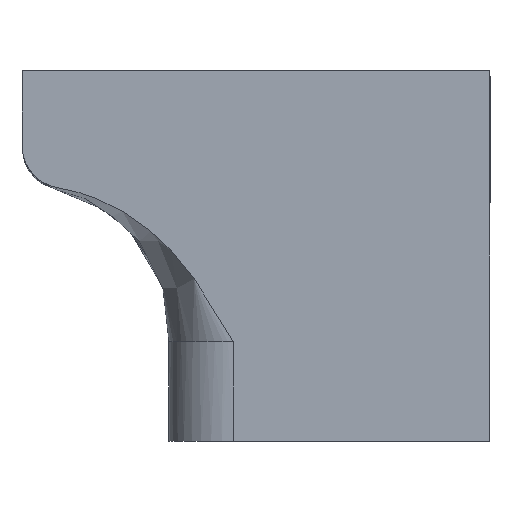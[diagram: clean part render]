
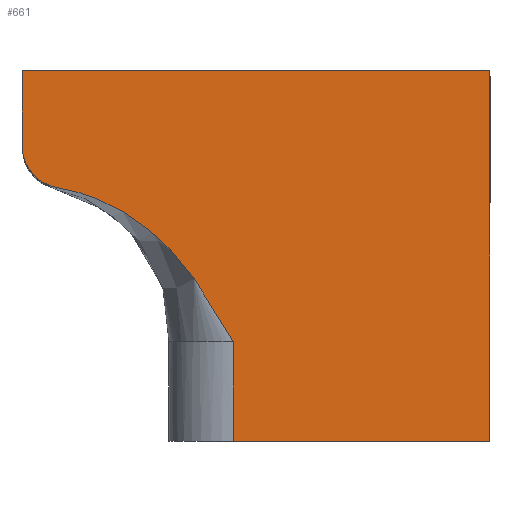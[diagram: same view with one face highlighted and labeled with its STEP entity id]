
A CAD part, front view. The second image highlights one B-rep face of the part: STEP entity #661.
In plain terms, the highlighted planar face has unit normal (0, -1, 0).
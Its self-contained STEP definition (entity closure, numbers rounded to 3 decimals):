
#48=B_SPLINE_CURVE_WITH_KNOTS('',3,(#1272,#1273,#1274,#1275,#1276,#1277,
#1278,#1279,#1280,#1281,#1282,#1283),.UNSPECIFIED.,.F.,.F.,(4,2,2,2,2,4),
(-0.001,0.,0.212,0.427,0.646,
0.759),.UNSPECIFIED.);
#49=B_SPLINE_CURVE_WITH_KNOTS('',3,(#1286,#1287,#1288,#1289,#1290,#1291,
#1292,#1293,#1294,#1295,#1296,#1297,#1298,#1299,#1300,#1301,#1302,#1303,
#1304,#1305,#1306,#1307,#1308,#1309,#1310,#1311,#1312,#1313,#1314,#1315,
#1316,#1317,#1318,#1319,#1320,#1321,#1322,#1323,#1324,#1325,#1326,#1327,
#1328,#1329,#1330,#1331),.UNSPECIFIED.,.F.,.F.,(4,3,3,3,3,3,3,3,3,3,3,3,
3,3,3,4),(0.,0.018,0.036,0.054,0.058,
0.077,0.095,0.113,0.117,
0.12,0.138,0.156,0.164,
0.182,0.2,0.211),.UNSPECIFIED.);
#78=FACE_OUTER_BOUND('',#123,.T.);
#123=EDGE_LOOP('',(#508,#509,#510,#511,#512,#513,#514));
#189=LINE('',#1034,#240);
#200=LINE('',#1107,#251);
#203=LINE('',#1123,#254);
#204=LINE('',#1332,#255);
#205=LINE('',#1333,#256);
#240=VECTOR('',#791,10.);
#251=VECTOR('',#818,10.);
#254=VECTOR('',#823,10.);
#255=VECTOR('',#828,10.);
#256=VECTOR('',#829,10.);
#297=VERTEX_POINT('',#1031);
#298=VERTEX_POINT('',#1033);
#311=VERTEX_POINT('',#1104);
#312=VERTEX_POINT('',#1106);
#313=VERTEX_POINT('',#1111);
#314=VERTEX_POINT('',#1266);
#315=VERTEX_POINT('',#1285);
#360=EDGE_CURVE('',#297,#298,#189,.T.);
#380=EDGE_CURVE('',#312,#311,#200,.T.);
#384=EDGE_CURVE('',#298,#313,#203,.T.);
#388=EDGE_CURVE('',#313,#314,#48,.T.);
#389=EDGE_CURVE('',#314,#315,#49,.T.);
#390=EDGE_CURVE('',#297,#312,#204,.T.);
#391=EDGE_CURVE('',#315,#311,#205,.T.);
#508=ORIENTED_EDGE('',*,*,#389,.F.);
#509=ORIENTED_EDGE('',*,*,#388,.F.);
#510=ORIENTED_EDGE('',*,*,#384,.F.);
#511=ORIENTED_EDGE('',*,*,#360,.F.);
#512=ORIENTED_EDGE('',*,*,#390,.T.);
#513=ORIENTED_EDGE('',*,*,#380,.T.);
#514=ORIENTED_EDGE('',*,*,#391,.F.);
#631=PLANE('',#723);
#661=ADVANCED_FACE('',(#78),#631,.T.);
#723=AXIS2_PLACEMENT_3D('',#1284,#826,#827);
#791=DIRECTION('',(-1.,0.,0.));
#818=DIRECTION('',(-1.,0.,0.));
#823=DIRECTION('',(0.,0.,1.));
#826=DIRECTION('center_axis',(0.,-1.,0.));
#827=DIRECTION('ref_axis',(1.,0.,0.));
#828=DIRECTION('',(0.,0.,1.));
#829=DIRECTION('',(0.,0.,1.));
#1031=CARTESIAN_POINT('',(18.901,-219.084,-129.275));
#1033=CARTESIAN_POINT('',(9.901,-219.084,-129.275));
#1034=CARTESIAN_POINT('',(9.901,-219.084,-129.275));
#1104=CARTESIAN_POINT('',(2.5,-219.084,-116.275));
#1106=CARTESIAN_POINT('',(18.901,-219.084,-116.275));
#1107=CARTESIAN_POINT('',(4.35,-219.084,-116.275));
#1111=CARTESIAN_POINT('',(9.901,-219.084,-125.775));
#1123=CARTESIAN_POINT('',(9.901,-219.084,-129.275));
#1266=CARTESIAN_POINT('',(3.747,-219.084,-120.38));
#1272=CARTESIAN_POINT('Ctrl Pts',(9.901,-219.084,-125.775));
#1273=CARTESIAN_POINT('Ctrl Pts',(9.899,-219.084,-125.771));
#1274=CARTESIAN_POINT('Ctrl Pts',(9.897,-219.084,-125.768));
#1275=CARTESIAN_POINT('Ctrl Pts',(9.55,-219.084,-125.147));
#1276=CARTESIAN_POINT('Ctrl Pts',(9.177,-219.084,-124.503));
#1277=CARTESIAN_POINT('Ctrl Pts',(8.359,-219.084,-123.303));
#1278=CARTESIAN_POINT('Ctrl Pts',(7.905,-219.084,-122.734));
#1279=CARTESIAN_POINT('Ctrl Pts',(6.839,-219.084,-121.718));
#1280=CARTESIAN_POINT('Ctrl Pts',(6.134,-219.084,-121.184));
#1281=CARTESIAN_POINT('Ctrl Pts',(4.739,-219.084,-120.606));
#1282=CARTESIAN_POINT('Ctrl Pts',(4.248,-219.084,-120.466));
#1283=CARTESIAN_POINT('Ctrl Pts',(3.747,-219.084,-120.38));
#1284=CARTESIAN_POINT('Origin',(2.5,-219.084,-120.275));
#1285=CARTESIAN_POINT('',(2.5,-219.084,-118.899));
#1286=CARTESIAN_POINT('Ctrl Pts',(3.747,-219.084,-120.38));
#1287=CARTESIAN_POINT('Ctrl Pts',(3.689,-219.084,-120.37));
#1288=CARTESIAN_POINT('Ctrl Pts',(3.632,-219.084,-120.357));
#1289=CARTESIAN_POINT('Ctrl Pts',(3.575,-219.084,-120.34));
#1290=CARTESIAN_POINT('Ctrl Pts',(3.518,-219.084,-120.323));
#1291=CARTESIAN_POINT('Ctrl Pts',(3.461,-219.084,-120.302));
#1292=CARTESIAN_POINT('Ctrl Pts',(3.406,-219.084,-120.278));
#1293=CARTESIAN_POINT('Ctrl Pts',(3.351,-219.084,-120.254));
#1294=CARTESIAN_POINT('Ctrl Pts',(3.297,-219.084,-120.226));
#1295=CARTESIAN_POINT('Ctrl Pts',(3.245,-219.084,-120.195));
#1296=CARTESIAN_POINT('Ctrl Pts',(3.232,-219.084,-120.188));
#1297=CARTESIAN_POINT('Ctrl Pts',(3.22,-219.084,-120.18));
#1298=CARTESIAN_POINT('Ctrl Pts',(3.207,-219.084,-120.172));
#1299=CARTESIAN_POINT('Ctrl Pts',(3.156,-219.084,-120.14));
#1300=CARTESIAN_POINT('Ctrl Pts',(3.106,-219.084,-120.105));
#1301=CARTESIAN_POINT('Ctrl Pts',(3.059,-219.084,-120.067));
#1302=CARTESIAN_POINT('Ctrl Pts',(3.012,-219.084,-120.03));
#1303=CARTESIAN_POINT('Ctrl Pts',(2.968,-219.084,-119.989));
#1304=CARTESIAN_POINT('Ctrl Pts',(2.925,-219.084,-119.946));
#1305=CARTESIAN_POINT('Ctrl Pts',(2.884,-219.084,-119.904));
#1306=CARTESIAN_POINT('Ctrl Pts',(2.846,-219.084,-119.86));
#1307=CARTESIAN_POINT('Ctrl Pts',(2.81,-219.084,-119.813));
#1308=CARTESIAN_POINT('Ctrl Pts',(2.8,-219.084,-119.801));
#1309=CARTESIAN_POINT('Ctrl Pts',(2.791,-219.084,-119.789));
#1310=CARTESIAN_POINT('Ctrl Pts',(2.783,-219.084,-119.777));
#1311=CARTESIAN_POINT('Ctrl Pts',(2.776,-219.084,-119.768));
#1312=CARTESIAN_POINT('Ctrl Pts',(2.77,-219.084,-119.759));
#1313=CARTESIAN_POINT('Ctrl Pts',(2.763,-219.084,-119.75));
#1314=CARTESIAN_POINT('Ctrl Pts',(2.73,-219.084,-119.701));
#1315=CARTESIAN_POINT('Ctrl Pts',(2.699,-219.084,-119.65));
#1316=CARTESIAN_POINT('Ctrl Pts',(2.672,-219.084,-119.597));
#1317=CARTESIAN_POINT('Ctrl Pts',(2.644,-219.084,-119.544));
#1318=CARTESIAN_POINT('Ctrl Pts',(2.619,-219.084,-119.489));
#1319=CARTESIAN_POINT('Ctrl Pts',(2.598,-219.084,-119.432));
#1320=CARTESIAN_POINT('Ctrl Pts',(2.589,-219.084,-119.409));
#1321=CARTESIAN_POINT('Ctrl Pts',(2.581,-219.084,-119.385));
#1322=CARTESIAN_POINT('Ctrl Pts',(2.573,-219.084,-119.361));
#1323=CARTESIAN_POINT('Ctrl Pts',(2.554,-219.084,-119.303));
#1324=CARTESIAN_POINT('Ctrl Pts',(2.539,-219.084,-119.245));
#1325=CARTESIAN_POINT('Ctrl Pts',(2.528,-219.084,-119.186));
#1326=CARTESIAN_POINT('Ctrl Pts',(2.516,-219.084,-119.127));
#1327=CARTESIAN_POINT('Ctrl Pts',(2.508,-219.084,-119.068));
#1328=CARTESIAN_POINT('Ctrl Pts',(2.504,-219.084,-119.008));
#1329=CARTESIAN_POINT('Ctrl Pts',(2.501,-219.084,-118.972));
#1330=CARTESIAN_POINT('Ctrl Pts',(2.5,-219.084,-118.935));
#1331=CARTESIAN_POINT('Ctrl Pts',(2.5,-219.084,-118.899));
#1332=CARTESIAN_POINT('',(18.901,-219.084,-116.275));
#1333=CARTESIAN_POINT('',(2.5,-219.084,-120.275));
